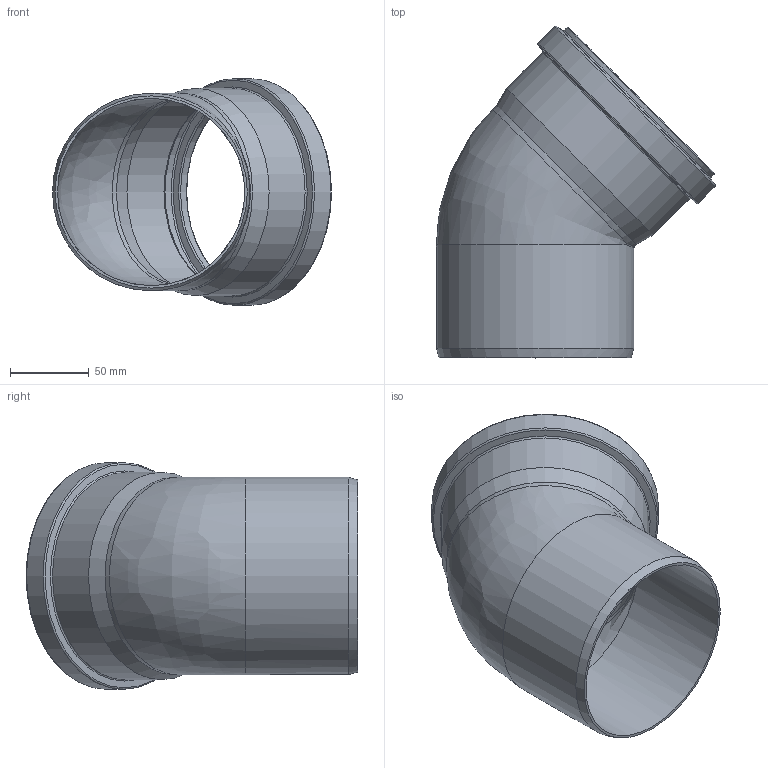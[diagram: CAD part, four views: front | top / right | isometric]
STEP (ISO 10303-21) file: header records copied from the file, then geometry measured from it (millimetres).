
FILE_DESCRIPTION(/* description */ (''),/* implementation_level */ '2;1');
FILE_NAME(/* name */ '221220 KGB Bogen DN_OD 125_45°.stp',/* time_stamp */ '2017-04-18T10:02:43+02:00',/* author */ ('user1'),/* organization */ (''),/* preprocessor_version */ 'ST-DEVELOPER v16.1',/* originating_system */ 'Autodesk Inventor 2016',/* authorisation */ '');
FILE_SCHEMA (('AUTOMOTIVE_DESIGN { 1 0 10303 214 3 1 1 }'));
Length unit declared in the file: millimetre
Products named in the file (1): 221220 KGB Bogen DN_OD 125_45°
Bounding box: 177 x 210.5 x 143.8 mm (x, y, z)
Volume: 225992.7 mm3; surface area: 158523.8 mm2
Topology: 1 solids, 1 shells, 34 faces, 72 edges, 39 vertices
Faces by surface type: cylinder 11, torus 10, cone 7, bspline 3, plane 3
Full cylindrical faces by diameter (mm): 118.8 x2, 125.2 x2, 125.7 x1, 126 x2, 131.5 x1, 131.8 x1, 138 x1, 143.8 x1
Entity records: 806 total; most frequent: CARTESIAN_POINT 191, DIRECTION 136, ORIENTED_EDGE 76, AXIS2_PLACEMENT_3D 68, EDGE_LOOP 65, EDGE_CURVE 38, VERTEX_POINT 35, FACE_OUTER_BOUND 34
